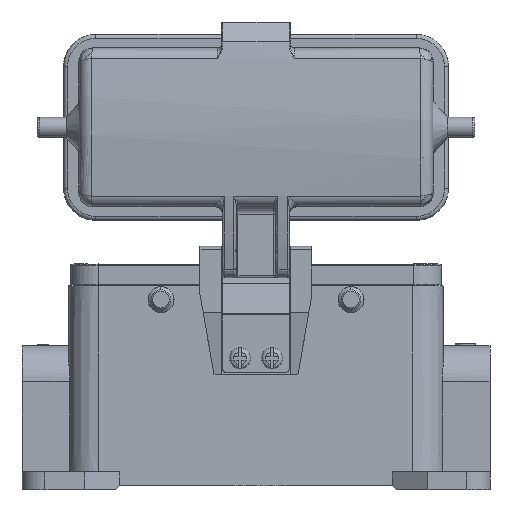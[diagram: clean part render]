
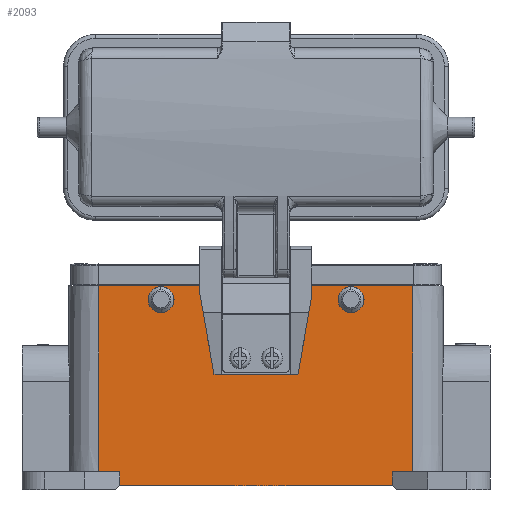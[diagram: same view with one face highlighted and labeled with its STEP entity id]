
A CAD part, front view. The second image highlights one B-rep face of the part: STEP entity #2093.
In plain terms, the highlighted planar face has unit normal (0, -1, 0.009).
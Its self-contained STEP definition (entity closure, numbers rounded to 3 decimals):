
#43=ELLIPSE('',#21676,1.5,1.5);
#44=ELLIPSE('',#21677,1.5,1.5);
#285=FACE_BOUND('',#4848,.T.);
#286=FACE_BOUND('',#4849,.T.);
#287=FACE_BOUND('',#4850,.T.);
#288=FACE_BOUND('',#4851,.T.);
#289=FACE_BOUND('',#4852,.T.);
#290=FACE_BOUND('',#4853,.T.);
#973=PLANE('',#21678);
#2093=ADVANCED_FACE('',(#285,#286,#287,#288,#289,#290),#973,.T.);
#4848=EDGE_LOOP('',(#12122));
#4849=EDGE_LOOP('',(#12123));
#4850=EDGE_LOOP('',(#12124));
#4851=EDGE_LOOP('',(#12125));
#4852=EDGE_LOOP('',(#12126));
#4853=EDGE_LOOP('',(#12127,#12128,#12129,#12130,#12131,#12132,#12133,#12134,
#12135,#12136,#12137,#12138));
#6364=CIRCLE('',#21673,1.5);
#6365=CIRCLE('',#21674,1.5);
#6366=CIRCLE('',#21675,1.5);
#12122=ORIENTED_EDGE('',*,*,#17022,.F.);
#12123=ORIENTED_EDGE('',*,*,#17023,.F.);
#12124=ORIENTED_EDGE('',*,*,#17024,.F.);
#12125=ORIENTED_EDGE('',*,*,#17025,.T.);
#12126=ORIENTED_EDGE('',*,*,#17026,.T.);
#12127=ORIENTED_EDGE('',*,*,#17019,.T.);
#12128=ORIENTED_EDGE('',*,*,#17002,.T.);
#12129=ORIENTED_EDGE('',*,*,#16820,.F.);
#12130=ORIENTED_EDGE('',*,*,#16812,.T.);
#12131=ORIENTED_EDGE('',*,*,#16805,.F.);
#12132=ORIENTED_EDGE('',*,*,#17027,.T.);
#12133=ORIENTED_EDGE('',*,*,#16767,.F.);
#12134=ORIENTED_EDGE('',*,*,#16755,.T.);
#12135=ORIENTED_EDGE('',*,*,#16747,.T.);
#12136=ORIENTED_EDGE('',*,*,#16731,.T.);
#12137=ORIENTED_EDGE('',*,*,#16730,.F.);
#12138=ORIENTED_EDGE('',*,*,#17021,.F.);
#13900=VERTEX_POINT('',#53062);
#13901=VERTEX_POINT('',#53064);
#13902=VERTEX_POINT('',#53068);
#13915=VERTEX_POINT('',#53111);
#13920=VERTEX_POINT('',#53132);
#13930=VERTEX_POINT('',#53167);
#13951=VERTEX_POINT('',#53236);
#13953=VERTEX_POINT('',#53240);
#13958=VERTEX_POINT('',#53256);
#13965=VERTEX_POINT('',#53272);
#14085=VERTEX_POINT('',#53769);
#14095=VERTEX_POINT('',#53803);
#14096=VERTEX_POINT('',#53809);
#14097=VERTEX_POINT('',#53811);
#14098=VERTEX_POINT('',#53813);
#14099=VERTEX_POINT('',#53815);
#14100=VERTEX_POINT('',#53817);
#16730=EDGE_CURVE('',#13901,#13900,#18237,.T.);
#16731=EDGE_CURVE('',#13902,#13900,#18238,.T.);
#16747=EDGE_CURVE('',#13915,#13902,#18250,.T.);
#16755=EDGE_CURVE('',#13920,#13915,#18255,.T.);
#16767=EDGE_CURVE('',#13920,#13930,#18262,.T.);
#16805=EDGE_CURVE('',#13953,#13951,#18291,.T.);
#16812=EDGE_CURVE('',#13958,#13951,#18294,.T.);
#16820=EDGE_CURVE('',#13958,#13965,#18301,.T.);
#17002=EDGE_CURVE('',#14085,#13965,#18435,.T.);
#17019=EDGE_CURVE('',#14095,#14085,#18448,.T.);
#17021=EDGE_CURVE('',#14095,#13901,#18450,.T.);
#17022=EDGE_CURVE('',#14096,#14096,#6364,.T.);
#17023=EDGE_CURVE('',#14097,#14097,#6365,.T.);
#17024=EDGE_CURVE('',#14098,#14098,#6366,.T.);
#17025=EDGE_CURVE('',#14099,#14099,#43,.T.);
#17026=EDGE_CURVE('',#14100,#14100,#44,.T.);
#17027=EDGE_CURVE('',#13953,#13930,#18451,.T.);
#18237=LINE('',#53065,#19653);
#18238=LINE('',#53067,#19654);
#18250=LINE('',#53110,#19666);
#18255=LINE('',#53131,#19671);
#18262=LINE('',#53166,#19678);
#18291=LINE('',#53241,#19707);
#18294=LINE('',#53255,#19710);
#18301=LINE('',#53271,#19717);
#18435=LINE('',#53768,#19851);
#18448=LINE('',#53802,#19864);
#18450=LINE('',#53806,#19866);
#18451=LINE('',#53818,#19867);
#19653=VECTOR('',#26234,1.);
#19654=VECTOR('',#26237,1.);
#19666=VECTOR('',#26261,1.);
#19671=VECTOR('',#26272,1.);
#19678=VECTOR('',#26291,1.);
#19707=VECTOR('',#26364,1.);
#19710=VECTOR('',#26381,1.);
#19717=VECTOR('',#26392,1.);
#19851=VECTOR('',#26676,1.);
#19864=VECTOR('',#26711,1.);
#19866=VECTOR('',#26715,1.);
#19867=VECTOR('',#26728,1.);
#21673=AXIS2_PLACEMENT_3D('',#53808,#26718,#26719);
#21674=AXIS2_PLACEMENT_3D('',#53810,#26720,#26721);
#21675=AXIS2_PLACEMENT_3D('',#53812,#26722,#26723);
#21676=AXIS2_PLACEMENT_3D('',#53814,#26724,#26725);
#21677=AXIS2_PLACEMENT_3D('',#53816,#26726,#26727);
#21678=AXIS2_PLACEMENT_3D('',#53819,#26729,#26730);
#26234=DIRECTION('',(1.,0.,0.));
#26237=DIRECTION('',(0.,-0.009,-1.));
#26261=DIRECTION('',(-1.,0.,0.));
#26272=DIRECTION('',(0.,0.009,1.));
#26291=DIRECTION('',(-1.,0.,0.));
#26364=DIRECTION('',(-1.,0.,0.));
#26381=DIRECTION('',(0.,-0.009,-1.));
#26392=DIRECTION('',(-1.,0.,0.));
#26676=DIRECTION('',(0.,-0.009,-1.));
#26711=DIRECTION('',(-1.,0.,0.));
#26715=DIRECTION('',(0.,-0.009,-1.));
#26718=DIRECTION('',(0.,-1.,0.009));
#26719=DIRECTION('',(1.,0.,0.));
#26720=DIRECTION('',(0.,-1.,0.009));
#26721=DIRECTION('',(1.,0.,0.));
#26722=DIRECTION('',(0.,-1.,0.009));
#26723=DIRECTION('',(1.,0.,0.));
#26724=DIRECTION('',(0.,1.,-0.009));
#26725=DIRECTION('',(0.,0.009,1.));
#26726=DIRECTION('',(0.,1.,-0.009));
#26727=DIRECTION('',(0.,0.009,1.));
#26728=DIRECTION('',(0.,0.009,1.));
#26729=DIRECTION('',(0.,-1.,0.009));
#26730=DIRECTION('',(-1.,0.,0.));
#53062=CARTESIAN_POINT('',(1.6,-21.526,21.5));
#53064=CARTESIAN_POINT('',(-1.6,-21.526,21.5));
#53065=CARTESIAN_POINT('',(-1.6,-21.526,21.5));
#53067=CARTESIAN_POINT('',(1.6,-21.5,24.5));
#53068=CARTESIAN_POINT('',(1.6,-21.5,24.5));
#53110=CARTESIAN_POINT('',(39.25,-21.5,24.5));
#53111=CARTESIAN_POINT('',(39.25,-21.5,24.5));
#53131=CARTESIAN_POINT('',(39.25,-21.906,-22.));
#53132=CARTESIAN_POINT('',(39.25,-21.906,-22.));
#53166=CARTESIAN_POINT('',(39.25,-21.906,-22.));
#53167=CARTESIAN_POINT('',(34.,-21.906,-22.));
#53236=CARTESIAN_POINT('',(-34.,-21.936,-25.5));
#53240=CARTESIAN_POINT('',(34.,-21.936,-25.5));
#53241=CARTESIAN_POINT('',(34.,-21.936,-25.5));
#53255=CARTESIAN_POINT('',(-34.,-21.906,-22.));
#53256=CARTESIAN_POINT('',(-34.,-21.906,-22.));
#53271=CARTESIAN_POINT('',(-34.,-21.906,-22.));
#53272=CARTESIAN_POINT('',(-39.25,-21.906,-22.));
#53768=CARTESIAN_POINT('',(-39.25,-21.5,24.5));
#53769=CARTESIAN_POINT('',(-39.25,-21.5,24.5));
#53802=CARTESIAN_POINT('',(-1.6,-21.5,24.5));
#53803=CARTESIAN_POINT('',(-1.6,-21.5,24.5));
#53806=CARTESIAN_POINT('',(-1.6,-21.5,24.5));
#53808=CARTESIAN_POINT('',(4.,-21.66,6.212));
#53809=CARTESIAN_POINT('',(5.5,-21.66,6.212));
#53810=CARTESIAN_POINT('',(0.,-21.542,19.712));
#53811=CARTESIAN_POINT('',(1.5,-21.542,19.712));
#53812=CARTESIAN_POINT('',(-4.,-21.66,6.212));
#53813=CARTESIAN_POINT('',(-2.5,-21.66,6.212));
#53814=CARTESIAN_POINT('',(23.75,-21.531,21.));
#53815=CARTESIAN_POINT('',(23.75,-21.517,22.5));
#53816=CARTESIAN_POINT('',(-23.75,-21.531,21.));
#53817=CARTESIAN_POINT('',(-23.75,-21.517,22.5));
#53818=CARTESIAN_POINT('',(34.,-21.936,-25.5));
#53819=CARTESIAN_POINT('',(-41.628,-21.5,24.5));
